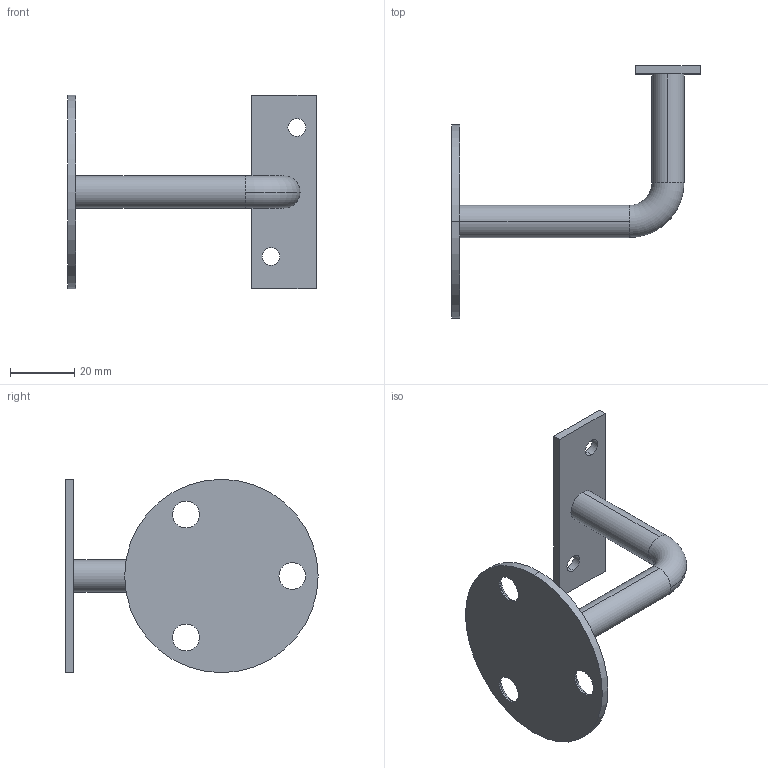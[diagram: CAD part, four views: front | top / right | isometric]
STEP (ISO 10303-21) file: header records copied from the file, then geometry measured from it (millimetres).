
FILE_DESCRIPTION (( 'STEP AP203' ), '1' );
FILE_NAME ('3D_GW2632_Flach_188681480.STEP', '2024-09-27T15:57:45', ( '' ), ( '' ), 'SwSTEP 2.0', 'SolidWorks 2024', '' );
FILE_SCHEMA (( 'CONFIG_CONTROL_DESIGN' ));
Length unit declared in the file: millimetre
Products named in the file (1): 3D_GW2632_Flach_188681480
Bounding box: 77 x 78.25 x 60 mm (x, y, z)
Volume: 17616.9 mm3; surface area: 11857.1 mm2
Topology: 1 solids, 1 shells, 32 faces, 78 edges, 50 vertices
Faces by surface type: cylinder 16, plane 8, cone 6, torus 2
Entity records: 1055 total; most frequent: DIRECTION 188, CARTESIAN_POINT 161, ORIENTED_EDGE 156, EDGE_CURVE 78, AXIS2_PLACEMENT_3D 77, VERTEX_POINT 50, CIRCLE 44, EDGE_LOOP 44
